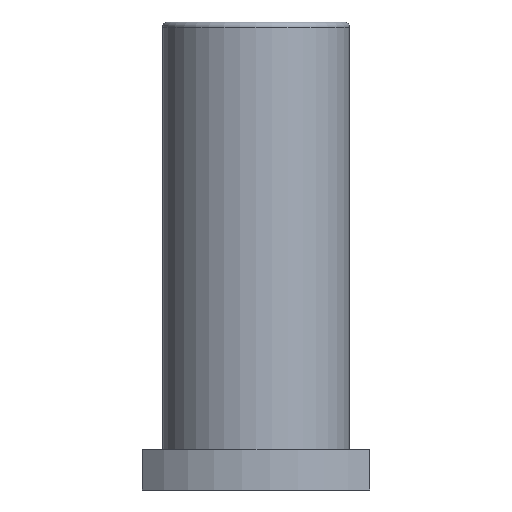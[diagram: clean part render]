
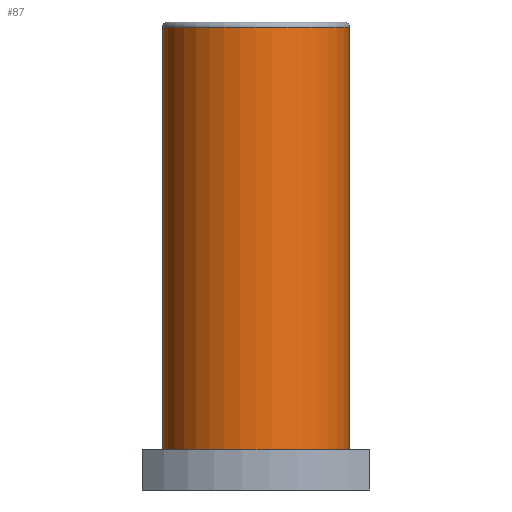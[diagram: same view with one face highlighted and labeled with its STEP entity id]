
A CAD part, front view. The second image highlights one B-rep face of the part: STEP entity #87.
In plain terms, the highlighted cylindrical face has radius 14 mm (diameter 28 mm), a full revolution.
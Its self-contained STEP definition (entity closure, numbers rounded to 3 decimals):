
#87 = ADVANCED_FACE( '', ( #138, #139 ), #140, .T. );
#138 = FACE_OUTER_BOUND( '', #208, .T. );
#139 = FACE_OUTER_BOUND( '', #209, .T. );
#140 = CYLINDRICAL_SURFACE( '', #210, 14. );
#208 = EDGE_LOOP( '', ( #320 ) );
#209 = EDGE_LOOP( '', ( #321 ) );
#210 = AXIS2_PLACEMENT_3D( '', #322, #323, #324 );
#320 = ORIENTED_EDGE( '', *, *, #396, .T. );
#321 = ORIENTED_EDGE( '', *, *, #383, .T. );
#322 = CARTESIAN_POINT( '', ( 0., 0., 0. ) );
#323 = DIRECTION( '', ( 0., 0., 1. ) );
#324 = DIRECTION( '', ( -1., 0., 0. ) );
#383 = EDGE_CURVE( '', #429, #429, #430, .T. );
#396 = EDGE_CURVE( '', #451, #451, #452, .T. );
#429 = VERTEX_POINT( '', #493 );
#430 = CIRCLE( '', #494, 14. );
#451 = VERTEX_POINT( '', #521 );
#452 = CIRCLE( '', #522, 14. );
#493 = CARTESIAN_POINT( '', ( 14., 0., 6. ) );
#494 = AXIS2_PLACEMENT_3D( '', #570, #571, #572 );
#521 = CARTESIAN_POINT( '', ( -14., 0., 69.2 ) );
#522 = AXIS2_PLACEMENT_3D( '', #597, #598, #599 );
#570 = CARTESIAN_POINT( '', ( 0., 0., 6. ) );
#571 = DIRECTION( '', ( 0., 0., 1. ) );
#572 = DIRECTION( '', ( 1., 0., 0. ) );
#597 = CARTESIAN_POINT( '', ( 0., 0., 69.2 ) );
#598 = DIRECTION( '', ( 0., 0., -1. ) );
#599 = DIRECTION( '', ( -1., 0., 0. ) );
